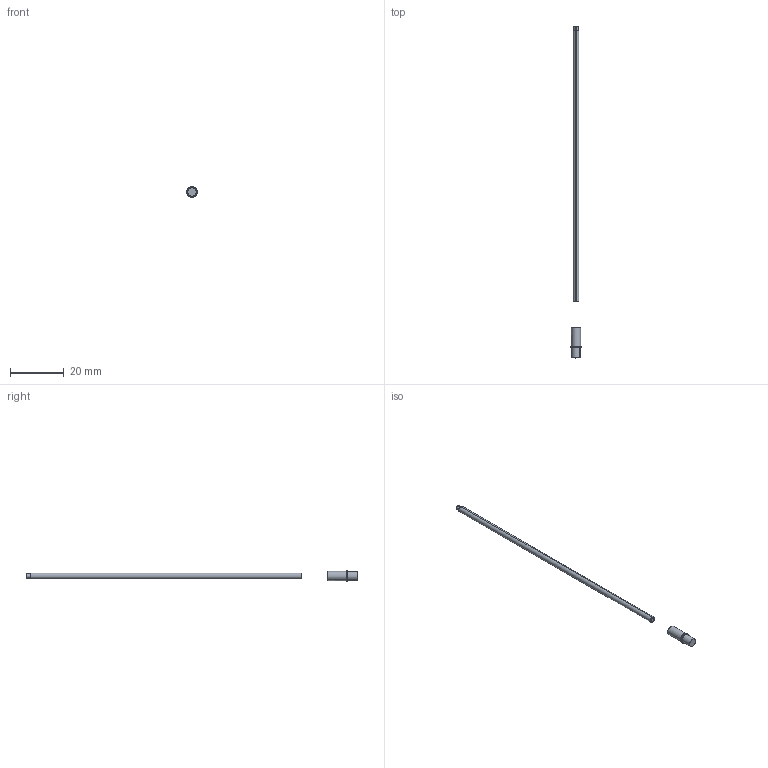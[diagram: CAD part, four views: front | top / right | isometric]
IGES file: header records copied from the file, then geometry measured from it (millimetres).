
Start section: SolidWorks IGES file using analytic representation for surfaces
Global section: file name: FLX3.IGS; native system: SolidWorks 2018; preprocessor: SolidWorks 2018; author: tstoltenburg; date: 190613.093515; units: inch
Bounding box: 3.93 x 123.71 x 3.93 mm (x, y, z)
Surface area: 1870.4 mm2 (no closed solid volume)
Topology: 0 solids, 0 shells, 28 faces, 458 edges, 458 vertices
Faces by surface type: revolution 16, bspline 12
